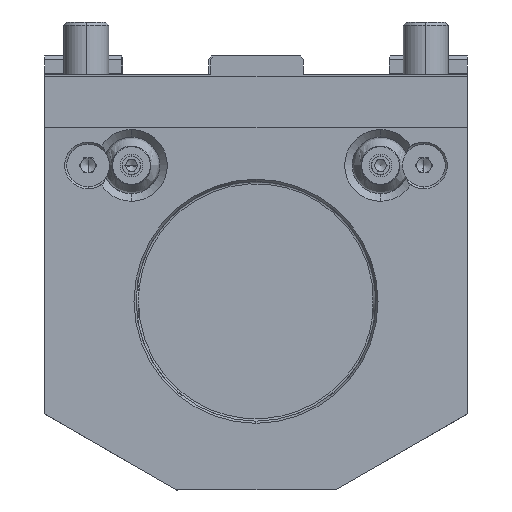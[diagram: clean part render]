
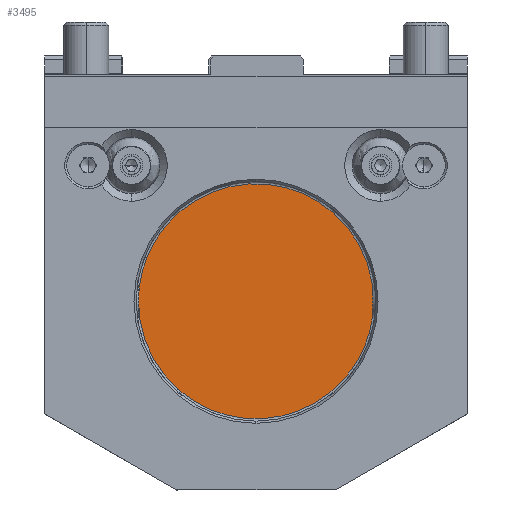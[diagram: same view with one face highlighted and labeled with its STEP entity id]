
A CAD part, left-side view. The second image highlights one B-rep face of the part: STEP entity #3495.
In plain terms, the highlighted planar face has unit normal (1, 0, 0).
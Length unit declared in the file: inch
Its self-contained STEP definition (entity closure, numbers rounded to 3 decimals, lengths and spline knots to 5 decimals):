
#172 = CARTESIAN_POINT ( 'NONE',  ( 2.46063, -1.22638, -2.36161 ) ) ;
#1393 = VERTEX_POINT ( 'NONE', #9796 ) ;
#1440 = AXIS2_PLACEMENT_3D ( 'NONE', #4974, #19086, #12723 ) ;
#2826 = CARTESIAN_POINT ( 'NONE',  ( 2.46063, 1.22638, 0.08936 ) ) ;
#3257 = CARTESIAN_POINT ( 'NONE',  ( 2.46063, -1.22638, -2.36161 ) ) ;
#3439 = CARTESIAN_POINT ( 'NONE',  ( 2.46063, 1.22638, -2.3628 ) ) ;
#3464 = CARTESIAN_POINT ( 'NONE',  ( 2.46063, -1.22638, -2.3622 ) ) ;
#3495 = ADVANCED_FACE ( 'NONE', ( #17543 ), #14358, .T. ) ;
#3602 = EDGE_CURVE ( 'NONE', #1393, #19194, #7600, .T. ) ;
#4023 = CARTESIAN_POINT ( 'NONE',  ( 2.46063, -1.22638, -4.81377 ) ) ;
#4182 = ORIENTED_EDGE ( 'NONE', *, *, #15807, .F. ) ;
#4596 = CARTESIAN_POINT ( 'NONE',  ( 2.46063, -1.22638, -2.3622 ) ) ;
#4974 = CARTESIAN_POINT ( 'NONE',  ( 2.46063, 0., -2.3622 ) ) ;
#7600 =( BOUNDED_CURVE ( )  B_SPLINE_CURVE ( 3, ( #17244, #15599, #8076, #3439 ),
 .UNSPECIFIED., .F., .F. ) 
 B_SPLINE_CURVE_WITH_KNOTS ( ( 4, 4 ),
 ( 0., 0.00015 ),
 .UNSPECIFIED. ) 
 CURVE ( )  GEOMETRIC_REPRESENTATION_ITEM ( )  RATIONAL_B_SPLINE_CURVE ( ( 1., 1., 1., 1. ) ) 
 REPRESENTATION_ITEM ( '' )  );
#8076 = CARTESIAN_POINT ( 'NONE',  ( 2.46063, 1.22638, -2.3626 ) ) ;
#9121 = VERTEX_POINT ( 'NONE', #3257 ) ;
#9652 = CARTESIAN_POINT ( 'NONE',  ( 2.46063, 1.22638, -2.3628 ) ) ;
#9756 = CARTESIAN_POINT ( 'NONE',  ( 2.46063, -1.22638, -2.36201 ) ) ;
#9796 = CARTESIAN_POINT ( 'NONE',  ( 2.46063, 1.22638, -2.3622 ) ) ;
#10420 = CARTESIAN_POINT ( 'NONE',  ( 2.46063, 1.22638, -2.3628 ) ) ;
#10575 = CARTESIAN_POINT ( 'NONE',  ( 2.46063, 1.22638, -2.3622 ) ) ;
#10601 = ORIENTED_EDGE ( 'NONE', *, *, #3602, .F. ) ;
#10876 = CARTESIAN_POINT ( 'NONE',  ( 2.46063, -1.22638, -2.36161 ) ) ;
#11813 = EDGE_CURVE ( 'NONE', #19279, #9121, #13141, .T. ) ;
#12723 = DIRECTION ( 'NONE',  ( 0., 0., -1. ) ) ;
#13141 =( BOUNDED_CURVE ( )  B_SPLINE_CURVE ( 3, ( #3464, #9756, #17778, #172 ),
 .UNSPECIFIED., .F., .F. ) 
 B_SPLINE_CURVE_WITH_KNOTS ( ( 4, 4 ),
 ( 0., 0.00015 ),
 .UNSPECIFIED. ) 
 CURVE ( )  GEOMETRIC_REPRESENTATION_ITEM ( )  RATIONAL_B_SPLINE_CURVE ( ( 1., 1., 1., 1. ) ) 
 REPRESENTATION_ITEM ( '' )  );
#13308 = CARTESIAN_POINT ( 'NONE',  ( 2.46063, -1.22638, -2.3622 ) ) ;
#14358 = PLANE ( 'NONE',  #1440 ) ;
#15599 = CARTESIAN_POINT ( 'NONE',  ( 2.46063, 1.22638, -2.3624 ) ) ;
#15807 = EDGE_CURVE ( 'NONE', #9121, #1393, #17103, .T. ) ;
#16374 = EDGE_LOOP ( 'NONE', ( #10601, #4182, #18614, #18119 ) ) ;
#17103 =( BOUNDED_CURVE ( )  B_SPLINE_CURVE ( 3, ( #10876, #18388, #2826, #10575 ),
 .UNSPECIFIED., .F., .F. ) 
 B_SPLINE_CURVE_WITH_KNOTS ( ( 4, 4 ),
 ( 0.00015, 1. ),
 .UNSPECIFIED. ) 
 CURVE ( )  GEOMETRIC_REPRESENTATION_ITEM ( )  RATIONAL_B_SPLINE_CURVE ( ( 1., 0.333, 0.333, 1. ) ) 
 REPRESENTATION_ITEM ( '' )  );
#17244 = CARTESIAN_POINT ( 'NONE',  ( 2.46063, 1.22638, -2.3622 ) ) ;
#17543 = FACE_OUTER_BOUND ( 'NONE', #16374, .T. ) ;
#17778 = CARTESIAN_POINT ( 'NONE',  ( 2.46063, -1.22638, -2.36181 ) ) ;
#17931 = CARTESIAN_POINT ( 'NONE',  ( 2.46063, 1.22519, -4.81437 ) ) ;
#18119 = ORIENTED_EDGE ( 'NONE', *, *, #19709, .F. ) ;
#18388 = CARTESIAN_POINT ( 'NONE',  ( 2.46063, -1.22519, 0.08996 ) ) ;
#18614 = ORIENTED_EDGE ( 'NONE', *, *, #11813, .F. ) ;
#19086 = DIRECTION ( 'NONE',  ( 1., 0., 0. ) ) ;
#19194 = VERTEX_POINT ( 'NONE', #9652 ) ;
#19279 = VERTEX_POINT ( 'NONE', #4596 ) ;
#19709 = EDGE_CURVE ( 'NONE', #19194, #19279, #20003, .T. ) ;
#20003 =( BOUNDED_CURVE ( )  B_SPLINE_CURVE ( 3, ( #10420, #17931, #4023, #13308 ),
 .UNSPECIFIED., .F., .F. ) 
 B_SPLINE_CURVE_WITH_KNOTS ( ( 4, 4 ),
 ( 0.00015, 1. ),
 .UNSPECIFIED. ) 
 CURVE ( )  GEOMETRIC_REPRESENTATION_ITEM ( )  RATIONAL_B_SPLINE_CURVE ( ( 1., 0.333, 0.333, 1. ) ) 
 REPRESENTATION_ITEM ( '' )  );
